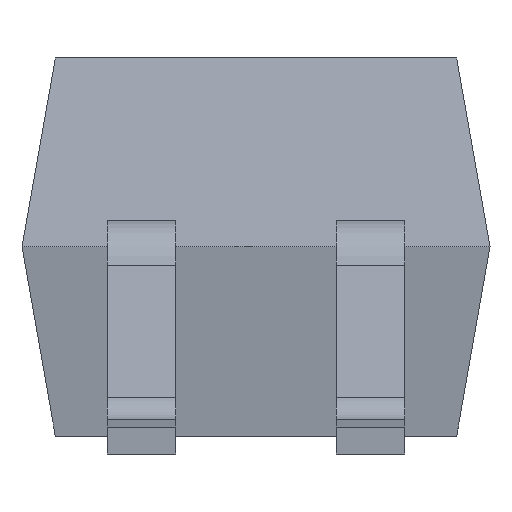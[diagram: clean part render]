
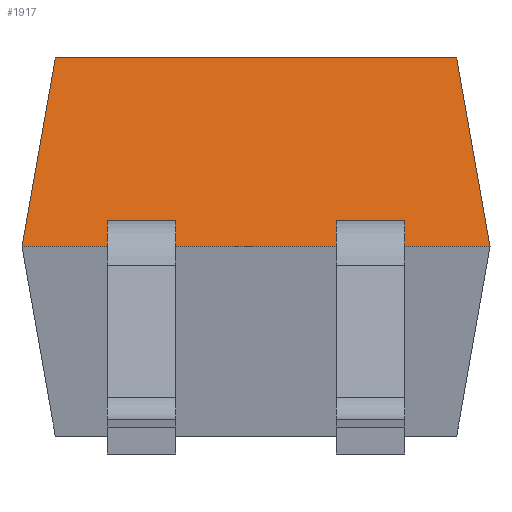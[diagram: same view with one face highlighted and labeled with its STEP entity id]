
A CAD part, front view. The second image highlights one B-rep face of the part: STEP entity #1917.
In plain terms, the highlighted planar face has unit normal (0, -0.985, 0.174).
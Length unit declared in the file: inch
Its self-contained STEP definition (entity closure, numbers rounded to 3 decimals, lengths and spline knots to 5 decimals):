
#73 = EDGE_CURVE ( 'NONE', #2287, #926, #3494, .T. ) ;
#75 = ORIENTED_EDGE ( 'NONE', *, *, #1154, .F. ) ;
#77 = AXIS2_PLACEMENT_3D ( 'NONE', #551, #3265, #3547 ) ;
#159 = LINE ( 'NONE', #2666, #2275 ) ;
#437 = EDGE_CURVE ( 'NONE', #926, #753, #468, .T. ) ;
#468 = LINE ( 'NONE', #3598, #861 ) ;
#490 = DIRECTION ( 'NONE',  ( 0.171, -0.171, -0.97 ) ) ;
#551 = CARTESIAN_POINT ( 'NONE',  ( 0.05118, -0.08957, 0.04528 ) ) ;
#562 = VECTOR ( 'NONE', #2087, 39.37008 ) ;
#661 = FACE_OUTER_BOUND ( 'NONE', #2262, .T. ) ;
#710 = PLANE ( 'NONE',  #77 ) ;
#753 = VERTEX_POINT ( 'NONE', #1116 ) ;
#861 = VECTOR ( 'NONE', #3032, 39.37008 ) ;
#926 = VERTEX_POINT ( 'NONE', #1952 ) ;
#1116 = CARTESIAN_POINT ( 'NONE',  ( 0.04389, -0.08228, 0.08661 ) ) ;
#1154 = EDGE_CURVE ( 'NONE', #753, #2856, #3583, .T. ) ;
#1335 = ORIENTED_EDGE ( 'NONE', *, *, #2955, .T. ) ;
#1525 = VECTOR ( 'NONE', #490, 39.37008 ) ;
#1917 = ADVANCED_FACE ( 'NONE', ( #661 ), #710, .F. ) ;
#1952 = CARTESIAN_POINT ( 'NONE',  ( -0.04389, -0.08228, 0.08661 ) ) ;
#2087 = DIRECTION ( 'NONE',  ( 0.171, 0.171, 0.97 ) ) ;
#2205 = CARTESIAN_POINT ( 'NONE',  ( -0.05118, -0.08957, 0.04528 ) ) ;
#2262 = EDGE_LOOP ( 'NONE', ( #2577, #1335, #75, #2862 ) ) ;
#2275 = VECTOR ( 'NONE', #2368, 39.37008 ) ;
#2287 = VERTEX_POINT ( 'NONE', #2205 ) ;
#2368 = DIRECTION ( 'NONE',  ( 1., 0., 0. ) ) ;
#2577 = ORIENTED_EDGE ( 'NONE', *, *, #73, .F. ) ;
#2666 = CARTESIAN_POINT ( 'NONE',  ( 0.05118, -0.08957, 0.04528 ) ) ;
#2856 = VERTEX_POINT ( 'NONE', #3436 ) ;
#2862 = ORIENTED_EDGE ( 'NONE', *, *, #437, .F. ) ;
#2955 = EDGE_CURVE ( 'NONE', #2287, #2856, #159, .T. ) ;
#2994 = CARTESIAN_POINT ( 'NONE',  ( 0.04389, -0.08228, 0.08661 ) ) ;
#3032 = DIRECTION ( 'NONE',  ( 1., 0., 0. ) ) ;
#3265 = DIRECTION ( 'NONE',  ( 0., 0.985, -0.174 ) ) ;
#3436 = CARTESIAN_POINT ( 'NONE',  ( 0.05118, -0.08957, 0.04528 ) ) ;
#3494 = LINE ( 'NONE', #3511, #562 ) ;
#3511 = CARTESIAN_POINT ( 'NONE',  ( -0.05118, -0.08957, 0.04528 ) ) ;
#3547 = DIRECTION ( 'NONE',  ( 0., 0.174, 0.985 ) ) ;
#3583 = LINE ( 'NONE', #2994, #1525 ) ;
#3598 = CARTESIAN_POINT ( 'NONE',  ( 0.05118, -0.08228, 0.08661 ) ) ;
